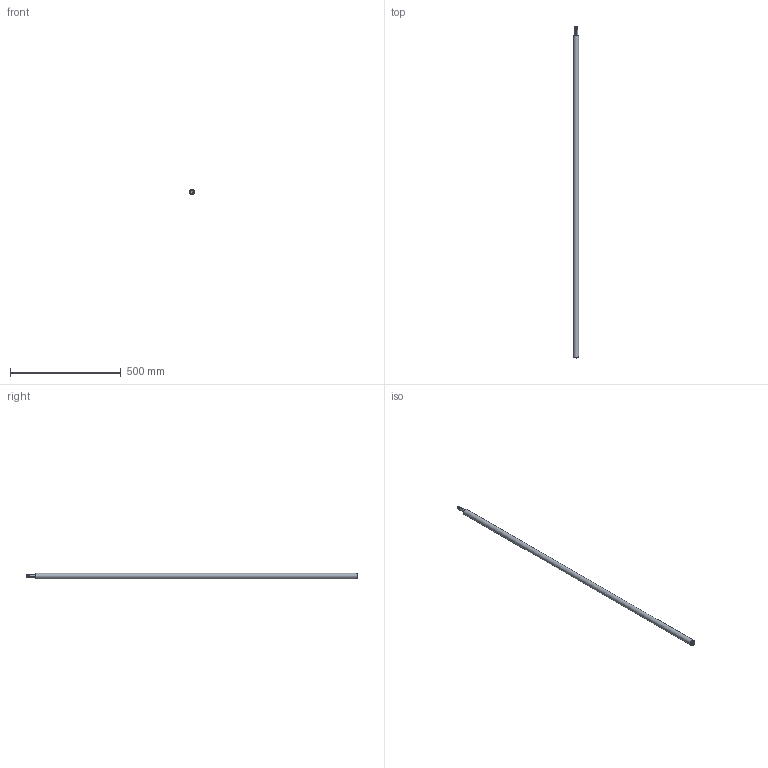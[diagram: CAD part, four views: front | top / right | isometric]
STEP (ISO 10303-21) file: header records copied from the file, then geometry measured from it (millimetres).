
FILE_DESCRIPTION (( 'STEP AP214' ), '1' );
FILE_NAME ('5000025.stp', '2023-04-11T07:04:55', ( '' ), ( '' ), 'SwSTEP 2.0', 'SolidWorks 2022', '' );
FILE_SCHEMA (( 'AUTOMOTIVE_DESIGN' ));
Length unit declared in the file: millimetre
Products named in the file (4): 5000025; 107101_Standard; 0070587_Standard; 0069703_eingepresst
Assembly tree (3 placements, depth 2):
  5000025
    107101_Standard
    0070587_Standard
    0069703_eingepresst
Bounding box: 25 x 1500 x 25 mm (x, y, z)
Volume: 713152.5 mm3; surface area: 123609 mm2
Topology: 3 solids, 3 shells, 47 faces, 116 edges, 76 vertices
Faces by surface type: cylinder 19, plane 13, torus 12, cone 3
Full cylindrical faces by diameter (mm): 13 x1, 13.3 x2, 15.5 x1, 22 x2, 25 x1
Entity records: 1690 total; most frequent: CARTESIAN_POINT 483, DIRECTION 224, ORIENTED_EDGE 208, EDGE_CURVE 104, AXIS2_PLACEMENT_3D 91, VERTEX_POINT 74, EDGE_LOOP 60, FACE_OUTER_BOUND 54
